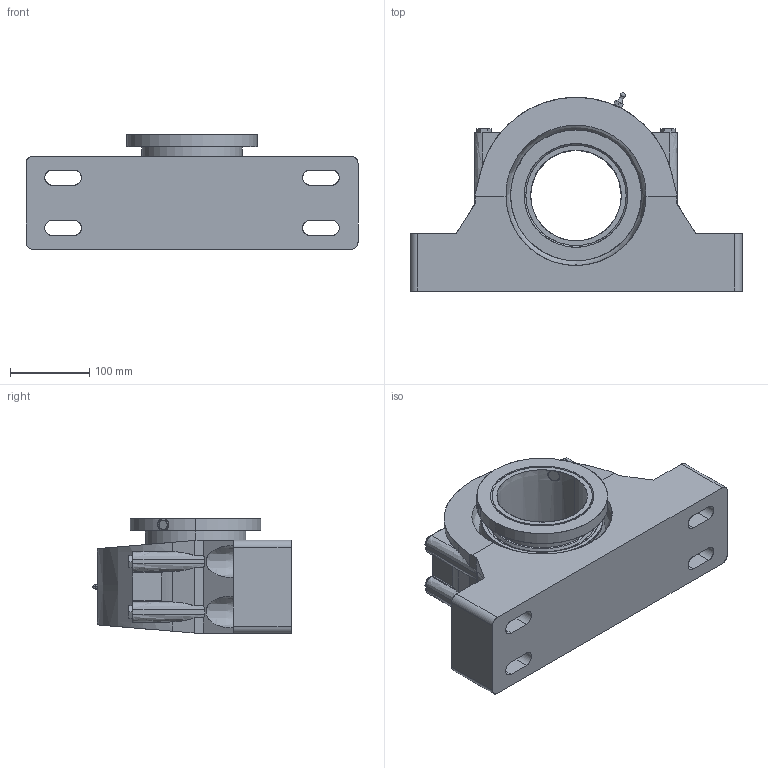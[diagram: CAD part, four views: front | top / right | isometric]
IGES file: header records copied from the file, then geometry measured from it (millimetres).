
Start section: SolidWorks IGES file using analytic representation for surfaces
Global section: file name: RPDEFAU081382644707.igs; native system: SolidWorks 2017; preprocessor: SolidWorks 2017; author: partstream; date: 170813.082647; units: millimetre
Bounding box: 419.1 x 250.38 x 144.53 mm (x, y, z)
Surface area: 411258.3 mm2 (no closed solid volume)
Topology: 0 solids, 0 shells, 224 faces, 3984 edges, 3991 vertices
Faces by surface type: bspline 129, revolution 95
